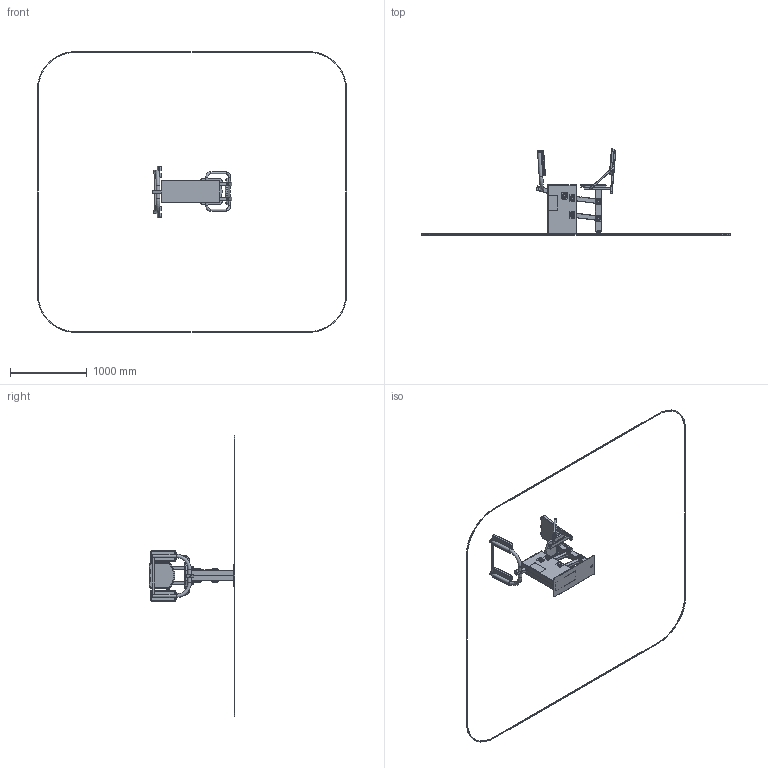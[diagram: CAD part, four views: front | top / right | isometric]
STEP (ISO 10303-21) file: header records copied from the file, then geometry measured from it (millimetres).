
FILE_DESCRIPTION(('STEP AP214'), '1');
FILE_NAME('óëè÷íûé òðåíàæåð_Æèì íîãàìè', '', ('UNSPECIFIED'), ('UNSPECIFIED'), 'C3D Converter', 'C3D Toolkit', '');
FILE_SCHEMA(('AUTOMOTIVE_DESIGN { 1 0 10303 214 3 1 1}'));
Length unit declared in the file: millimetre
Products named in the file (66): УТ-15.00.00.00; УТ-15.00.02.00-5005; УТ-10.00.02.04; УТ-15.00.02.01; УТ-15.00.02.02; УТ-15.00.01.00-5005; УТ-15.00.01.01; УТ-10.00.01.00; УТ-10.00.01.02; УТ-10.00.01.01; УТ-15.00.05.00-9016; В-02; УТ-15.00.05.01; В-03; УТ-15.00.04.00-9016; УТ-15.00.04.01; УТ-15.02.00.00; УТ-15.02.01.00-9016; УТ-15.02.01.01; УТ-10.01.01.04; УТ-10.01.01.05; УТ-15.01.00.00; УТ-15.01.01.00-9016; УТ-15.01.00.01; В-13; УТ-15.01.00.02; УТ-07.01.01.02; УТ-15.01.00.03; 40-60ПЧК; НОЧК; 40ДУЧК; УТ-15.00.00.01; УТ-15.03.00.00; УТ-15.03.01.00-9016; УТ-15.03.01.03; УТ-15.03.01.02; УТ-15.03.01.01; УТ-10.02.01.03; 20-40ЧК; СД1ЧК ...
Assembly tree (134 placements, depth 5):
  УТ-15.00.00.00
    УТ-15.00.02.00-5005
      УТ-10.00.02.04
      УТ-15.00.02.01
      УТ-15.00.02.02
    УТ-15.00.01.00-5005
      УТ-15.00.01.01
    УТ-10.00.01.00  x10
      УТ-10.00.01.02
      УТ-10.00.01.01
      (unnamed)
        (unnamed)
        (unnamed)
        (unnamed)  x12
        (unnamed)  x2
    УТ-15.00.05.00-9016
      В-02  x2
      УТ-15.00.05.01
      (unnamed)  x2
        (unnamed)
        (unnamed)
        (unnamed)
        (unnamed)
      В-03
    УТ-15.00.04.00-9016
      В-02  x2
      УТ-15.00.04.01
    УТ-15.02.00.00
      УТ-15.02.01.00-9016
        УТ-15.02.01.01
        УТ-10.01.01.04
        УТ-10.01.01.05
      (unnamed)
    УТ-15.01.00.00
      УТ-15.01.01.00-9016
        В-02
        УТ-15.01.00.01
        В-13
        (unnamed)  x2
          (unnamed)
          (unnamed)
          (unnamed)
          (unnamed)
        УТ-15.01.00.02
        УТ-07.01.01.02  x2
        УТ-15.01.00.03  x2
      40-60ПЧК
      НОЧК  x2
      40ДУЧК  x2
    УТ-15.00.00.01  x2
    УТ-15.03.00.00
      УТ-15.03.01.00-9016
        УТ-15.03.01.03  x2
        УТ-15.03.01.02  x2
        УТ-15.03.01.01  x2
        УТ-10.02.01.03
      20-40ЧК  x6
      СД1ЧК  x2
    (unnamed)
      (unnamed)
Bounding box: 4042.01 x 1122.15 x 3670 mm (x, y, z)
Volume: 19180171.7 mm3; surface area: 6212541.9 mm2
Topology: 270 solids, 280 shells, 2111 faces, 4465 edges, 2725 vertices
Faces by surface type: plane 729, cylinder 681, torus 271, cone 262, sphere 156, bspline 12
Full cylindrical faces by diameter (mm): 6 x1, 6.647 x5, 7 x6, 8 x1, 10 x5, 14 x1, 20 x4, 21.4 x7, 27 x7, 27.29 x8, 30 x12, 35 x40, 36 x2, 36.75 x20, 39.71 x8, 40 x2, 41 x4, 43 x10, 46 x20, 47 x27, 48 x2, 48.25 x20, 48.5 x2, 49 x15, 50 x20, 51.5 x40, 52 x3, 53 x20, 55 x20, 56 x10
Entity records: 28033 total; most frequent: CARTESIAN_POINT 4921, DIRECTION 3734, ORIENTED_EDGE 2772, AXIS2_PLACEMENT_3D 1509, EDGE_CURVE 1386, EDGE_LOOP 1100, VERTEX_POINT 994, ADVANCED_FACE 734
